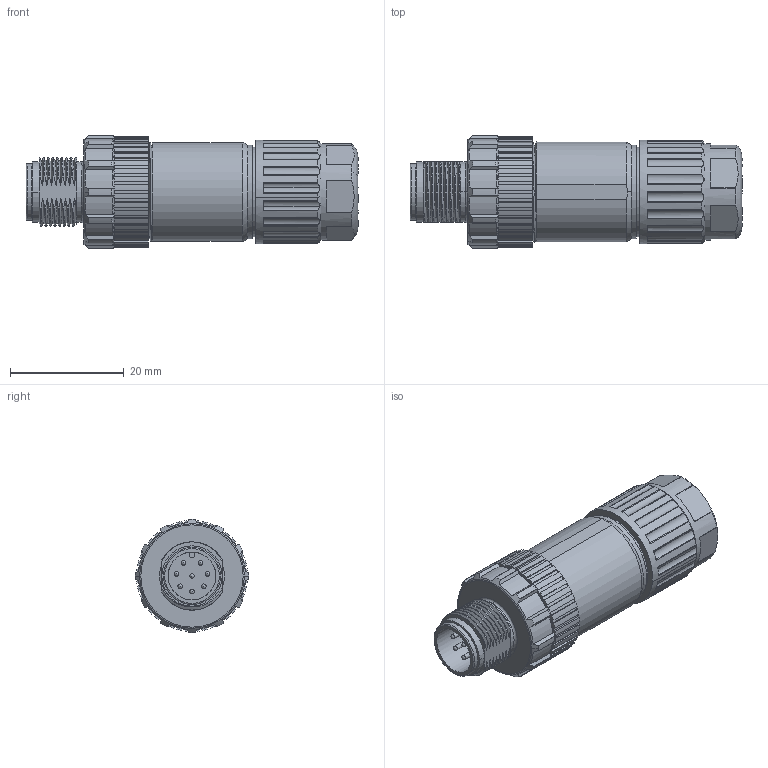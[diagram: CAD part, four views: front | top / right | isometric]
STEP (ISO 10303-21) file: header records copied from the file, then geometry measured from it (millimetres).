
FILE_DESCRIPTION(/* description */ (''),/* implementation_level */ '2;1');
FILE_NAME(/* name */ 'EZ8218-0-9.stp',/* time_stamp */ '2023-02-08T13:11:36+08:00',/* author */ (''),/* organization */ (''),/* preprocessor_version */ 'ST-DEVELOPER v16',/* originating_system */ 'SIEMENS PLM Software NX 10.0',/* authorisation */ '');
FILE_SCHEMA (('AP203_CONFIGURATION_CONTROLLED_3D_DESIGN_OF_MECHANICAL_PARTS_AND_ASSEMBLIES_MIM_LF { 1 0 10303 403 2 1 2}'));
Length unit declared in the file: millimetre
Products named in the file (1): dell1830366Eqlhb
Bounding box: 58.32 x 20 x 20 mm (x, y, z)
Volume: 12488.2 mm3; surface area: 4678.5 mm2
Topology: 1 solids, 1 shells, 498 faces, 1466 edges, 980 vertices
Faces by surface type: cylinder 224, plane 186, bspline 42, torus 32, sphere 8, cone 6
Full cylindrical faces by diameter (mm): 0.8 x8, 8.3 x1, 8.4 x1, 9.6 x1, 10 x1, 15.8 x1, 16.5 x2, 17 x1
Entity records: 22093 total; most frequent: CARTESIAN_POINT 9394, ORIENTED_EDGE 2842, DIRECTION 2399, EDGE_CURVE 1421, VERTEX_POINT 961, AXIS2_PLACEMENT_3D 900, LINE 599, VECTOR 599
